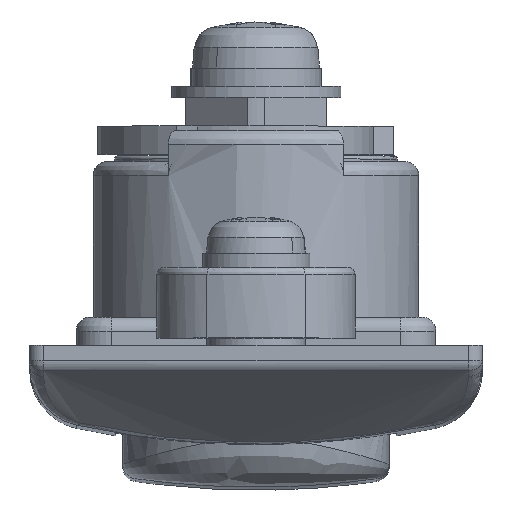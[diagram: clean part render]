
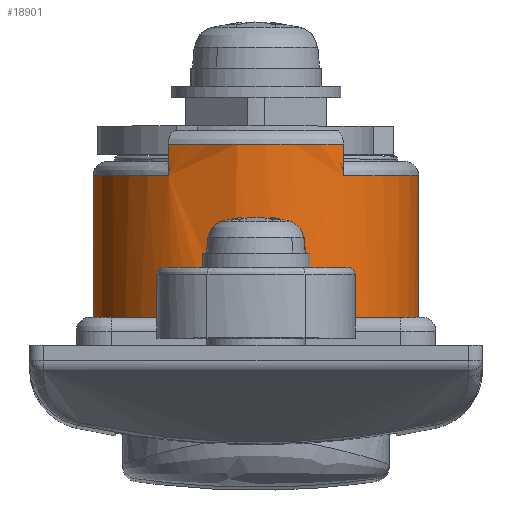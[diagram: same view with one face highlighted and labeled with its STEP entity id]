
A CAD part, top view. The second image highlights one B-rep face of the part: STEP entity #18901.
In plain terms, the highlighted free-form (B-spline) face has degree [1, 2] with [2, 5] control points.
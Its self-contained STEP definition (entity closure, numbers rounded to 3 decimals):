
#12773=CARTESIAN_POINT('',(-3.3,6.178,10.7));
#12774=VERTEX_POINT('',#12773);
#12805=CARTESIAN_POINT('',(-3.3,-6.178,10.7));
#12806=VERTEX_POINT('',#12805);
#12807=CARTESIAN_POINT('',(-3.3,-6.178,10.7));
#12808=CARTESIAN_POINT('',(-3.3,0.,14.634));
#12809=CARTESIAN_POINT('',(-3.3,6.178,10.7));
#12817=(BOUNDED_CURVE()B_SPLINE_CURVE(2,(#12807,#12808,#12809),.UNSPECIFIED.,.F.,.U.)CURVE()GEOMETRIC_REPRESENTATION_ITEM()QUASI_UNIFORM_CURVE()RATIONAL_B_SPLINE_CURVE((1.0,0.843,1.0))REPRESENTATION_ITEM(''));
#12818=EDGE_CURVE('',#12806,#12774,#12817,.T.);
#12897=CARTESIAN_POINT('',(-5.5,11.5,1.));
#12898=VERTEX_POINT('',#12897);
#12946=CARTESIAN_POINT('',(-5.5,6.178,10.7));
#12947=VERTEX_POINT('',#12946);
#12988=CARTESIAN_POINT('',(-5.5,6.178,10.7));
#12989=CARTESIAN_POINT('',(-5.5,11.5,7.31));
#12990=CARTESIAN_POINT('',(-5.5,11.5,1.));
#12998=(BOUNDED_CURVE()B_SPLINE_CURVE(2,(#12988,#12989,#12990),.UNSPECIFIED.,.F.,.U.)CURVE()GEOMETRIC_REPRESENTATION_ITEM()QUASI_UNIFORM_CURVE()RATIONAL_B_SPLINE_CURVE((1.0,0.877,1.0))REPRESENTATION_ITEM(''));
#12999=EDGE_CURVE('',#12947,#12898,#12998,.T.);
#13096=CARTESIAN_POINT('',(-5.5,-11.5,1.));
#13097=VERTEX_POINT('',#13096);
#13144=CARTESIAN_POINT('',(-5.5,-6.178,10.7));
#13145=VERTEX_POINT('',#13144);
#13176=CARTESIAN_POINT('',(-5.5,-11.5,1.));
#13177=CARTESIAN_POINT('',(-5.5,-11.5,7.31));
#13178=CARTESIAN_POINT('',(-5.5,-6.178,10.7));
#13186=(BOUNDED_CURVE()B_SPLINE_CURVE(2,(#13176,#13177,#13178),.UNSPECIFIED.,.F.,.U.)CURVE()GEOMETRIC_REPRESENTATION_ITEM()QUASI_UNIFORM_CURVE()RATIONAL_B_SPLINE_CURVE((1.0,0.877,1.0))REPRESENTATION_ITEM(''));
#13187=EDGE_CURVE('',#13097,#13145,#13186,.T.);
#13363=CARTESIAN_POINT('',(-15.5,4.69,11.5));
#13364=VERTEX_POINT('',#13363);
#13418=CARTESIAN_POINT('',(-15.5,0.,12.5));
#13419=VERTEX_POINT('',#13418);
#13442=CARTESIAN_POINT('',(-15.5,4.69,11.5));
#13443=CARTESIAN_POINT('',(-15.5,2.452,12.5));
#13444=CARTESIAN_POINT('',(-15.5,0.,12.5));
#13452=(BOUNDED_CURVE()B_SPLINE_CURVE(2,(#13442,#13443,#13444),.UNSPECIFIED.,.F.,.U.)CURVE()GEOMETRIC_REPRESENTATION_ITEM()QUASI_UNIFORM_CURVE()RATIONAL_B_SPLINE_CURVE((1.0,0.978,1.0))REPRESENTATION_ITEM(''));
#13453=EDGE_CURVE('',#13364,#13419,#13452,.T.);
#13947=CARTESIAN_POINT('',(-15.5,-4.69,11.5));
#13948=VERTEX_POINT('',#13947);
#14206=CARTESIAN_POINT('',(-15.5,0.,12.5));
#14207=CARTESIAN_POINT('',(-15.5,-2.452,12.5));
#14208=CARTESIAN_POINT('',(-15.5,-4.69,11.5));
#14216=(BOUNDED_CURVE()B_SPLINE_CURVE(2,(#14206,#14207,#14208),.UNSPECIFIED.,.F.,.U.)CURVE()GEOMETRIC_REPRESENTATION_ITEM()QUASI_UNIFORM_CURVE()RATIONAL_B_SPLINE_CURVE((1.0,0.978,1.0))REPRESENTATION_ITEM(''));
#14217=EDGE_CURVE('',#13419,#13948,#14216,.T.);
#18701=CARTESIAN_POINT('',(-5.5,6.178,10.7));
#18702=CARTESIAN_POINT('',(-3.3,6.178,10.7));
#18703=QUASI_UNIFORM_CURVE('',1,(#18701,#18702),.UNSPECIFIED.,.F.,.U.);
#18704=EDGE_CURVE('',#12947,#12774,#18703,.T.);
#18804=CARTESIAN_POINT('',(-5.5,-6.178,10.7));
#18805=CARTESIAN_POINT('',(-3.3,-6.178,10.7));
#18806=QUASI_UNIFORM_CURVE('',1,(#18804,#18805),.UNSPECIFIED.,.F.,.U.);
#18807=EDGE_CURVE('',#13145,#12806,#18806,.T.);
#18834=CARTESIAN_POINT('',(-15.805,-11.496,0.699));
#18835=CARTESIAN_POINT('',(-2.987,-11.496,0.699));
#18836=CARTESIAN_POINT('',(-15.805,-11.813,12.813));
#18837=CARTESIAN_POINT('',(-2.987,-11.813,12.813));
#18838=CARTESIAN_POINT('',(-15.805,0.301,12.496));
#18839=CARTESIAN_POINT('',(-2.987,0.301,12.496));
#18840=CARTESIAN_POINT('',(-15.805,12.415,12.179));
#18841=CARTESIAN_POINT('',(-2.987,12.415,12.179));
#18842=CARTESIAN_POINT('',(-15.805,11.465,0.098));
#18843=CARTESIAN_POINT('',(-2.987,11.465,0.098));
#18851=(BOUNDED_SURFACE()B_SPLINE_SURFACE(1,2,((#18834,#18836,#18838,#18840,#18842),(#18835,#18837,#18839,#18841,#18843)),.UNSPECIFIED.,.F.,.F.,.U.)B_SPLINE_SURFACE_WITH_KNOTS((2,2),(3,2,3),(0.0,12.818),(0.0,19.763,39.526),.UNSPECIFIED.)GEOMETRIC_REPRESENTATION_ITEM()RATIONAL_B_SPLINE_SURFACE(((1.0,0.688,1.0,0.688,1.0),(1.0,0.688,1.0,0.688,1.0)))REPRESENTATION_ITEM('')SURFACE());
#18852=ORIENTED_EDGE('',*,*,#18704,.F.);
#18853=ORIENTED_EDGE('',*,*,#12999,.T.);
#18854=CARTESIAN_POINT('',(-15.5,11.5,1.));
#18855=VERTEX_POINT('',#18854);
#18856=CARTESIAN_POINT('',(-15.5,11.5,1.));
#18857=CARTESIAN_POINT('',(-5.5,11.5,1.));
#18858=QUASI_UNIFORM_CURVE('',1,(#18856,#18857),.UNSPECIFIED.,.F.,.U.);
#18859=EDGE_CURVE('',#18855,#12898,#18858,.T.);
#18860=ORIENTED_EDGE('',*,*,#18859,.F.);
#18861=CARTESIAN_POINT('',(-15.5,11.5,1.));
#18862=CARTESIAN_POINT('',(-15.5,11.5,8.458));
#18863=CARTESIAN_POINT('',(-15.5,4.69,11.5));
#18871=(BOUNDED_CURVE()B_SPLINE_CURVE(2,(#18861,#18862,#18863),.UNSPECIFIED.,.F.,.U.)CURVE()GEOMETRIC_REPRESENTATION_ITEM()QUASI_UNIFORM_CURVE()RATIONAL_B_SPLINE_CURVE((1.0,0.839,1.0))REPRESENTATION_ITEM(''));
#18872=EDGE_CURVE('',#18855,#13364,#18871,.T.);
#18873=ORIENTED_EDGE('',*,*,#18872,.T.);
#18874=ORIENTED_EDGE('',*,*,#13453,.T.);
#18875=ORIENTED_EDGE('',*,*,#14217,.T.);
#18876=CARTESIAN_POINT('',(-15.5,-11.5,1.));
#18877=VERTEX_POINT('',#18876);
#18878=CARTESIAN_POINT('',(-15.5,-4.69,11.5));
#18879=CARTESIAN_POINT('',(-15.5,-11.5,8.458));
#18880=CARTESIAN_POINT('',(-15.5,-11.5,1.));
#18888=(BOUNDED_CURVE()B_SPLINE_CURVE(2,(#18878,#18879,#18880),.UNSPECIFIED.,.F.,.U.)CURVE()GEOMETRIC_REPRESENTATION_ITEM()QUASI_UNIFORM_CURVE()RATIONAL_B_SPLINE_CURVE((1.0,0.839,1.0))REPRESENTATION_ITEM(''));
#18889=EDGE_CURVE('',#13948,#18877,#18888,.T.);
#18890=ORIENTED_EDGE('',*,*,#18889,.T.);
#18891=CARTESIAN_POINT('',(-15.5,-11.5,1.));
#18892=CARTESIAN_POINT('',(-5.5,-11.5,1.));
#18893=QUASI_UNIFORM_CURVE('',1,(#18891,#18892),.UNSPECIFIED.,.F.,.U.);
#18894=EDGE_CURVE('',#18877,#13097,#18893,.T.);
#18895=ORIENTED_EDGE('',*,*,#18894,.T.);
#18896=ORIENTED_EDGE('',*,*,#13187,.T.);
#18897=ORIENTED_EDGE('',*,*,#18807,.T.);
#18898=ORIENTED_EDGE('',*,*,#12818,.T.);
#18899=EDGE_LOOP('',(#18852,#18853,#18860,#18873,#18874,#18875,#18890,#18895,#18896,#18897,#18898));
#18900=FACE_OUTER_BOUND('',#18899,.T.);
#18901=ADVANCED_FACE('',(#18900),#18851,.T.);
